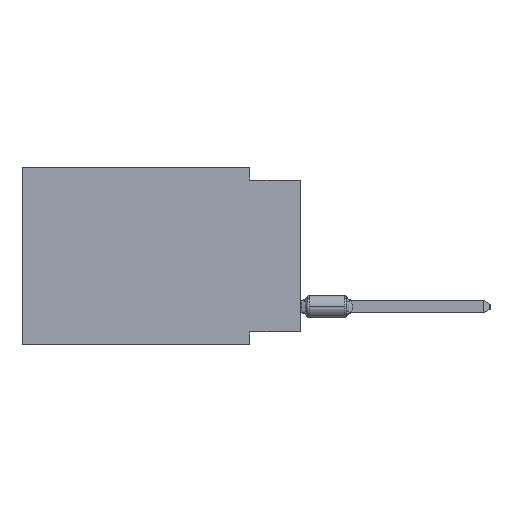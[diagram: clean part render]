
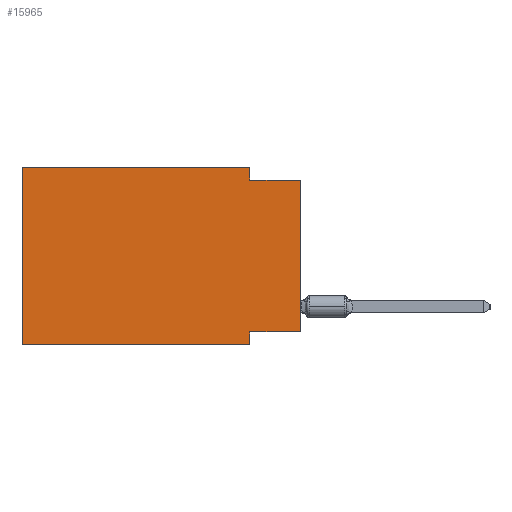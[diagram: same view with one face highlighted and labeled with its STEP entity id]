
A CAD part, left-side view. The second image highlights one B-rep face of the part: STEP entity #15965.
In plain terms, the highlighted planar face has unit normal (-1, 0, 0).
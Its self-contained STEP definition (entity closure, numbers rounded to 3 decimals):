
#834 = CARTESIAN_POINT ( 'NONE',  ( 0., 2.54, -0.635 ) ) ;
#1442 = EDGE_CURVE ( 'NONE', #10713, #8307, #4733, .T. ) ;
#2226 = VERTEX_POINT ( 'NONE', #7999 ) ;
#3074 = ORIENTED_EDGE ( 'NONE', *, *, #32271, .F. ) ;
#3689 = VECTOR ( 'NONE', #11745, 1000. ) ;
#4307 = LINE ( 'NONE', #7692, #25383 ) ;
#4733 = LINE ( 'NONE', #39054, #9638 ) ;
#5094 = VERTEX_POINT ( 'NONE', #17545 ) ;
#7692 = CARTESIAN_POINT ( 'NONE',  ( 0., 2.54, 0. ) ) ;
#7729 = VERTEX_POINT ( 'NONE', #38156 ) ;
#7999 = CARTESIAN_POINT ( 'NONE',  ( 0., 13.97, -8.89 ) ) ;
#8307 = VERTEX_POINT ( 'NONE', #42578 ) ;
#9638 = VECTOR ( 'NONE', #15055, 1000. ) ;
#9940 = DIRECTION ( 'NONE',  ( 0., -1., 0. ) ) ;
#10163 = ORIENTED_EDGE ( 'NONE', *, *, #15839, .F. ) ;
#10713 = VERTEX_POINT ( 'NONE', #31320 ) ;
#10840 = CARTESIAN_POINT ( 'NONE',  ( 0., 2.54, -8.89 ) ) ;
#11142 = FACE_OUTER_BOUND ( 'NONE', #33478, .T. ) ;
#11283 = ORIENTED_EDGE ( 'NONE', *, *, #1442, .T. ) ;
#11745 = DIRECTION ( 'NONE',  ( 0., 0., 1. ) ) ;
#12881 = VECTOR ( 'NONE', #37935, 1000. ) ;
#13070 = LINE ( 'NONE', #37065, #29831 ) ;
#14482 = PLANE ( 'NONE',  #29413 ) ;
#14922 = DIRECTION ( 'NONE',  ( 0., 0., -1. ) ) ;
#15055 = DIRECTION ( 'NONE',  ( 0., 0., 1. ) ) ;
#15177 = CARTESIAN_POINT ( 'NONE',  ( 0., 2.54, -8.255 ) ) ;
#15839 = EDGE_CURVE ( 'NONE', #5094, #25995, #38037, .T. ) ;
#15965 = ADVANCED_FACE ( 'NONE', ( #11142 ), #14482, .F. ) ;
#16402 = ORIENTED_EDGE ( 'NONE', *, *, #16793, .F. ) ;
#16722 = EDGE_CURVE ( 'NONE', #25995, #28079, #4307, .T. ) ;
#16793 = EDGE_CURVE ( 'NONE', #25541, #7729, #20919, .T. ) ;
#17318 = LINE ( 'NONE', #24247, #12881 ) ;
#17418 = DIRECTION ( 'NONE',  ( 0., -1., 0. ) ) ;
#17545 = CARTESIAN_POINT ( 'NONE',  ( 0., 13.97, 0. ) ) ;
#18058 = CARTESIAN_POINT ( 'NONE',  ( 0., 13.97, -8.89 ) ) ;
#18498 = LINE ( 'NONE', #18058, #23918 ) ;
#18643 = ORIENTED_EDGE ( 'NONE', *, *, #16722, .F. ) ;
#20919 = LINE ( 'NONE', #10840, #29694 ) ;
#21145 = DIRECTION ( 'NONE',  ( 0., 0., -1. ) ) ;
#22220 = VECTOR ( 'NONE', #17418, 1000. ) ;
#23918 = VECTOR ( 'NONE', #24791, 1000. ) ;
#24247 = CARTESIAN_POINT ( 'NONE',  ( 0., 0., -8.255 ) ) ;
#24502 = DIRECTION ( 'NONE',  ( 0., 0., -1. ) ) ;
#24791 = DIRECTION ( 'NONE',  ( 0., -1., 0. ) ) ;
#24806 = ORIENTED_EDGE ( 'NONE', *, *, #36080, .T. ) ;
#24947 = CARTESIAN_POINT ( 'NONE',  ( 0., 2.54, 0. ) ) ;
#25383 = VECTOR ( 'NONE', #21145, 1000. ) ;
#25541 = VERTEX_POINT ( 'NONE', #15177 ) ;
#25995 = VERTEX_POINT ( 'NONE', #24947 ) ;
#28079 = VERTEX_POINT ( 'NONE', #834 ) ;
#28787 = LINE ( 'NONE', #42462, #3689 ) ;
#29413 = AXIS2_PLACEMENT_3D ( 'NONE', #38924, #38480, #14922 ) ;
#29694 = VECTOR ( 'NONE', #24502, 1000. ) ;
#29831 = VECTOR ( 'NONE', #9940, 1000. ) ;
#30459 = CARTESIAN_POINT ( 'NONE',  ( 0., 13.97, 0. ) ) ;
#31320 = CARTESIAN_POINT ( 'NONE',  ( 0., 0., -8.255 ) ) ;
#32271 = EDGE_CURVE ( 'NONE', #28079, #8307, #13070, .T. ) ;
#33138 = ORIENTED_EDGE ( 'NONE', *, *, #41924, .F. ) ;
#33478 = EDGE_LOOP ( 'NONE', ( #11283, #3074, #18643, #10163, #33138, #24806, #16402, #34840 ) ) ;
#34840 = ORIENTED_EDGE ( 'NONE', *, *, #42174, .F. ) ;
#36080 = EDGE_CURVE ( 'NONE', #2226, #7729, #18498, .T. ) ;
#37065 = CARTESIAN_POINT ( 'NONE',  ( 0., 0., -0.635 ) ) ;
#37935 = DIRECTION ( 'NONE',  ( 0., 1., 0. ) ) ;
#38037 = LINE ( 'NONE', #30459, #22220 ) ;
#38156 = CARTESIAN_POINT ( 'NONE',  ( 0., 2.54, -8.89 ) ) ;
#38480 = DIRECTION ( 'NONE',  ( 1., 0., 0. ) ) ;
#38924 = CARTESIAN_POINT ( 'NONE',  ( 0., 13.97, 0. ) ) ;
#39054 = CARTESIAN_POINT ( 'NONE',  ( 0., 0., 0. ) ) ;
#41924 = EDGE_CURVE ( 'NONE', #2226, #5094, #28787, .T. ) ;
#42174 = EDGE_CURVE ( 'NONE', #10713, #25541, #17318, .T. ) ;
#42462 = CARTESIAN_POINT ( 'NONE',  ( 0., 13.97, 0. ) ) ;
#42578 = CARTESIAN_POINT ( 'NONE',  ( 0., 0., -0.635 ) ) ;
